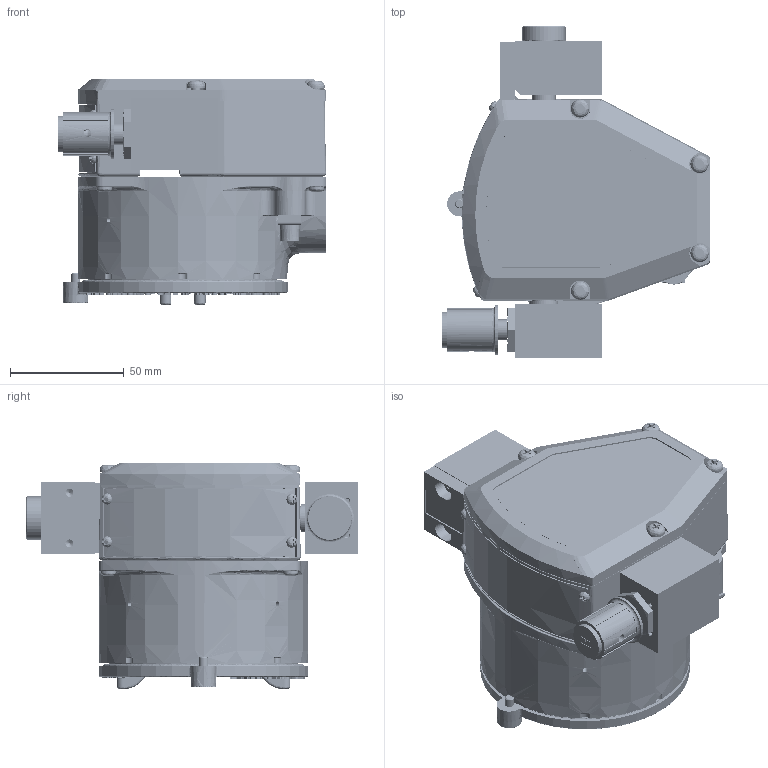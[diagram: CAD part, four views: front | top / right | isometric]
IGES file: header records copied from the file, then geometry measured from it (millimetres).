
Start section: SolidWorks IGES file using analytic representation for surfaces
Global section: file name: 3750C-A-1-B-J-A-0.IGS; native system: SolidWorks 2019; preprocessor: SolidWorks 2019; author: SMoroney; date: 200609.161524; units: inch
Bounding box: 117.72 x 145.69 x 99.31 mm (x, y, z)
Surface area: 148850.1 mm2 (no closed solid volume)
Topology: 0 solids, 0 shells, 5197 faces, 38536 edges, 38238 vertices
Faces by surface type: bspline 3178, revolution 2019
